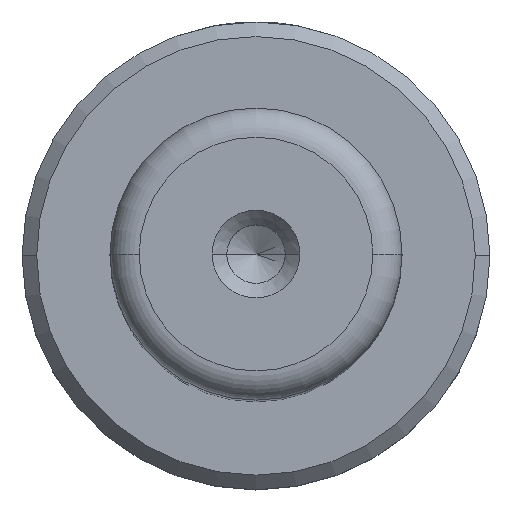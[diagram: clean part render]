
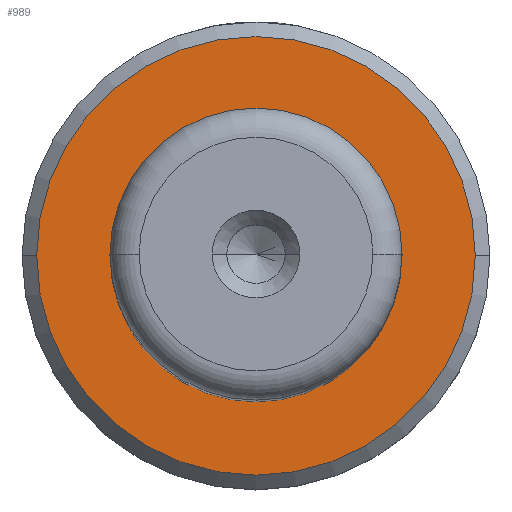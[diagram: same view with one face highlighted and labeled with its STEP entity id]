
A CAD part, top view. The second image highlights one B-rep face of the part: STEP entity #989.
In plain terms, the highlighted planar face has unit normal (0, 0, 1).
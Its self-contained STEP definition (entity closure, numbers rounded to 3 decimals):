
#70 = DIRECTION ( 'NONE',  ( 0., 0., 1. ) ) ;
#157 = CARTESIAN_POINT ( 'NONE',  ( 4.495, 0., 13. ) ) ;
#177 = ORIENTED_EDGE ( 'NONE', *, *, #310, .T. ) ;
#194 = AXIS2_PLACEMENT_3D ( 'NONE', #1744, #789, #1904 ) ;
#201 = CARTESIAN_POINT ( 'NONE',  ( 0., 0., 13. ) ) ;
#284 = CIRCLE ( 'NONE', #1581, 4.495 ) ;
#310 = EDGE_CURVE ( 'NONE', #1449, #1827, #794, .T. ) ;
#362 = CARTESIAN_POINT ( 'NONE',  ( 0., 0., 13. ) ) ;
#363 = AXIS2_PLACEMENT_3D ( 'NONE', #362, #679, #1787 ) ;
#371 = DIRECTION ( 'NONE',  ( 1., 0., 0. ) ) ;
#375 = AXIS2_PLACEMENT_3D ( 'NONE', #1037, #70, #1201 ) ;
#422 = EDGE_CURVE ( 'NONE', #1827, #1449, #1363, .T. ) ;
#520 = PLANE ( 'NONE',  #363 ) ;
#679 = DIRECTION ( 'NONE',  ( 0., 0., 1. ) ) ;
#696 = EDGE_LOOP ( 'NONE', ( #1678, #1508 ) ) ;
#789 = DIRECTION ( 'NONE',  ( 0., 0., -1. ) ) ;
#794 = CIRCLE ( 'NONE', #375, 7.5 ) ;
#830 = FACE_OUTER_BOUND ( 'NONE', #1708, .T. ) ;
#890 = CARTESIAN_POINT ( 'NONE',  ( 0., 0., 13. ) ) ;
#989 = ADVANCED_FACE ( 'NONE', ( #830, #1217 ), #520, .T. ) ;
#1037 = CARTESIAN_POINT ( 'NONE',  ( 0., 0., 13. ) ) ;
#1055 = DIRECTION ( 'NONE',  ( -1., 0., 0. ) ) ;
#1145 = CARTESIAN_POINT ( 'NONE',  ( -7.5, 0., 13. ) ) ;
#1189 = VERTEX_POINT ( 'NONE', #1680 ) ;
#1201 = DIRECTION ( 'NONE',  ( 1., 0., 0. ) ) ;
#1217 = FACE_BOUND ( 'NONE', #696, .T. ) ;
#1325 = DIRECTION ( 'NONE',  ( 0., 0., 1. ) ) ;
#1363 = CIRCLE ( 'NONE', #1749, 7.5 ) ;
#1381 = EDGE_CURVE ( 'NONE', #2051, #1189, #284, .T. ) ;
#1449 = VERTEX_POINT ( 'NONE', #1145 ) ;
#1464 = ORIENTED_EDGE ( 'NONE', *, *, #422, .T. ) ;
#1508 = ORIENTED_EDGE ( 'NONE', *, *, #1984, .T. ) ;
#1581 = AXIS2_PLACEMENT_3D ( 'NONE', #890, #2006, #1055 ) ;
#1678 = ORIENTED_EDGE ( 'NONE', *, *, #1381, .T. ) ;
#1680 = CARTESIAN_POINT ( 'NONE',  ( -4.495, 0., 13. ) ) ;
#1708 = EDGE_LOOP ( 'NONE', ( #177, #1464 ) ) ;
#1744 = CARTESIAN_POINT ( 'NONE',  ( 0., 0., 13. ) ) ;
#1749 = AXIS2_PLACEMENT_3D ( 'NONE', #201, #1325, #371 ) ;
#1758 = CIRCLE ( 'NONE', #194, 4.495 ) ;
#1787 = DIRECTION ( 'NONE',  ( 1., 0., 0. ) ) ;
#1827 = VERTEX_POINT ( 'NONE', #1954 ) ;
#1904 = DIRECTION ( 'NONE',  ( -1., 0., 0. ) ) ;
#1954 = CARTESIAN_POINT ( 'NONE',  ( 7.5, 0., 13. ) ) ;
#1984 = EDGE_CURVE ( 'NONE', #1189, #2051, #1758, .T. ) ;
#2006 = DIRECTION ( 'NONE',  ( 0., 0., -1. ) ) ;
#2051 = VERTEX_POINT ( 'NONE', #157 ) ;
